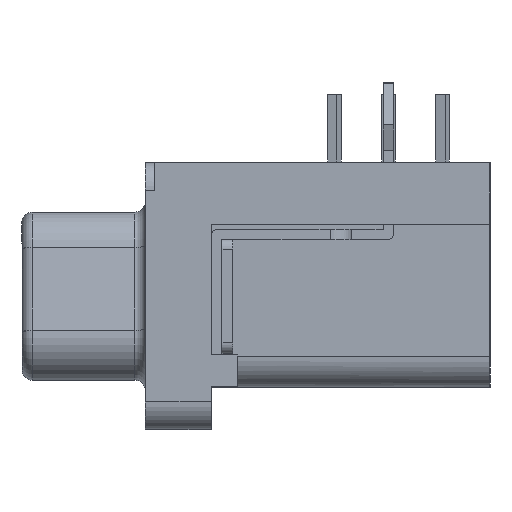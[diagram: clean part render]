
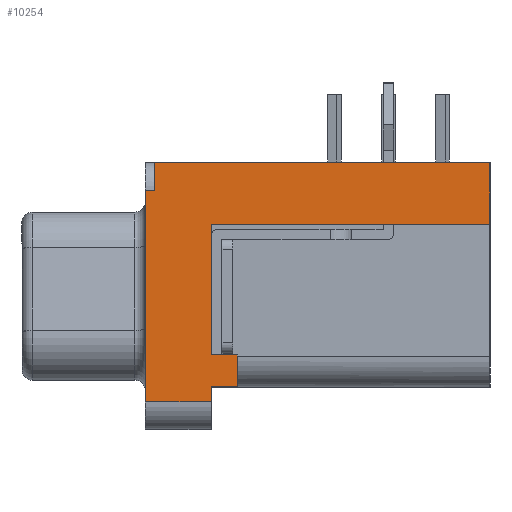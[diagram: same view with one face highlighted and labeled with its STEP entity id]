
A CAD part, left-side view. The second image highlights one B-rep face of the part: STEP entity #10254.
In plain terms, the highlighted planar face has unit normal (-1, 0, 0).
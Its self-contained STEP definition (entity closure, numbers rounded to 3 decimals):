
#5598=PLANE('',#23575);
#6829=LINE('',#33696,#8789);
#6850=LINE('',#33745,#8810);
#6870=LINE('',#33791,#8830);
#6875=LINE('',#33819,#8835);
#6878=LINE('',#33831,#8838);
#6879=LINE('',#33834,#8839);
#6880=LINE('',#33836,#8840);
#6881=LINE('',#33838,#8841);
#6882=LINE('',#33840,#8842);
#6883=LINE('',#33842,#8843);
#6884=LINE('',#33843,#8844);
#6885=LINE('',#33844,#8845);
#6886=LINE('',#33846,#8846);
#8789=VECTOR('',#25555,1.);
#8810=VECTOR('',#25588,1.);
#8830=VECTOR('',#25624,1.);
#8835=VECTOR('',#25649,1.);
#8838=VECTOR('',#25660,1.);
#8839=VECTOR('',#25661,1.);
#8840=VECTOR('',#25662,1.);
#8841=VECTOR('',#25663,1.);
#8842=VECTOR('',#25664,1.);
#8843=VECTOR('',#25665,1.);
#8844=VECTOR('',#25666,1.);
#8845=VECTOR('',#25667,1.);
#8846=VECTOR('',#25668,1.);
#10254=ADVANCED_FACE('',(#11218),#5598,.F.);
#11218=FACE_OUTER_BOUND('',#12231,.T.);
#12231=EDGE_LOOP('',(#13924,#13925,#13926,#13927,#13928,#13929,#13930,#13931,
#13932,#13933,#13934,#13935,#13936));
#13924=ORIENTED_EDGE('',*,*,#20743,.T.);
#13925=ORIENTED_EDGE('',*,*,#20744,.F.);
#13926=ORIENTED_EDGE('',*,*,#20745,.F.);
#13927=ORIENTED_EDGE('',*,*,#20746,.F.);
#13928=ORIENTED_EDGE('',*,*,#20747,.F.);
#13929=ORIENTED_EDGE('',*,*,#20748,.F.);
#13930=ORIENTED_EDGE('',*,*,#20675,.T.);
#13931=ORIENTED_EDGE('',*,*,#20699,.F.);
#13932=ORIENTED_EDGE('',*,*,#20749,.F.);
#13933=ORIENTED_EDGE('',*,*,#20723,.F.);
#13934=ORIENTED_EDGE('',*,*,#20737,.F.);
#13935=ORIENTED_EDGE('',*,*,#20750,.F.);
#13936=ORIENTED_EDGE('',*,*,#20751,.F.);
#18919=VERTEX_POINT('',#33695);
#18920=VERTEX_POINT('',#33697);
#18941=VERTEX_POINT('',#33744);
#18959=VERTEX_POINT('',#33790);
#18960=VERTEX_POINT('',#33792);
#18973=VERTEX_POINT('',#33820);
#18978=VERTEX_POINT('',#33832);
#18979=VERTEX_POINT('',#33833);
#18980=VERTEX_POINT('',#33835);
#18981=VERTEX_POINT('',#33837);
#18982=VERTEX_POINT('',#33839);
#18983=VERTEX_POINT('',#33841);
#18984=VERTEX_POINT('',#33845);
#20675=EDGE_CURVE('',#18920,#18919,#6829,.T.);
#20699=EDGE_CURVE('',#18941,#18919,#6850,.T.);
#20723=EDGE_CURVE('',#18959,#18960,#6870,.T.);
#20737=EDGE_CURVE('',#18973,#18959,#6875,.T.);
#20743=EDGE_CURVE('',#18978,#18979,#6878,.T.);
#20744=EDGE_CURVE('',#18980,#18979,#6879,.T.);
#20745=EDGE_CURVE('',#18981,#18980,#6880,.T.);
#20746=EDGE_CURVE('',#18982,#18981,#6881,.T.);
#20747=EDGE_CURVE('',#18983,#18982,#6882,.T.);
#20748=EDGE_CURVE('',#18920,#18983,#6883,.T.);
#20749=EDGE_CURVE('',#18960,#18941,#6884,.T.);
#20750=EDGE_CURVE('',#18984,#18973,#6885,.T.);
#20751=EDGE_CURVE('',#18978,#18984,#6886,.T.);
#23575=AXIS2_PLACEMENT_3D('',#33847,#25669,#25670);
#25555=DIRECTION('',(0.,0.,1.));
#25588=DIRECTION('',(0.,-1.,0.));
#25624=DIRECTION('',(0.,-1.,0.));
#25649=DIRECTION('',(0.,0.,1.));
#25660=DIRECTION('',(0.,0.,1.));
#25661=DIRECTION('',(0.,1.,0.));
#25662=DIRECTION('',(0.,0.,-1.));
#25663=DIRECTION('',(0.,-1.,0.));
#25664=DIRECTION('',(0.,0.,-1.));
#25665=DIRECTION('',(0.,1.,0.));
#25666=DIRECTION('',(0.,0.,1.));
#25667=DIRECTION('',(0.,1.,0.));
#25668=DIRECTION('',(0.,1.,0.));
#25669=DIRECTION('',(1.,0.,0.));
#25670=DIRECTION('',(0.,0.,-1.));
#33695=CARTESIAN_POINT('',(-34.7,-7.88,6.275));
#33696=CARTESIAN_POINT('',(-34.7,-7.88,3.375));
#33697=CARTESIAN_POINT('',(-34.7,-7.88,3.375));
#33744=CARTESIAN_POINT('',(-34.7,7.88,6.275));
#33745=CARTESIAN_POINT('',(-34.7,7.88,6.275));
#33790=CARTESIAN_POINT('',(-34.7,8.32,4.975));
#33791=CARTESIAN_POINT('',(-34.7,8.32,4.975));
#33792=CARTESIAN_POINT('',(-34.7,7.88,4.975));
#33819=CARTESIAN_POINT('',(-34.7,8.32,-4.975));
#33820=CARTESIAN_POINT('',(-34.7,8.32,-4.975));
#33831=CARTESIAN_POINT('',(-34.7,5.22,-4.975));
#33832=CARTESIAN_POINT('',(-34.7,5.22,-4.975));
#33833=CARTESIAN_POINT('',(-34.7,5.22,-4.265));
#33834=CARTESIAN_POINT('',(-34.7,3.99,-4.265));
#33835=CARTESIAN_POINT('',(-34.7,3.99,-4.265));
#33836=CARTESIAN_POINT('',(-34.7,3.99,-2.765));
#33837=CARTESIAN_POINT('',(-34.7,3.99,-2.765));
#33838=CARTESIAN_POINT('',(-34.7,5.22,-2.765));
#33839=CARTESIAN_POINT('',(-34.7,5.22,-2.765));
#33840=CARTESIAN_POINT('',(-34.7,5.22,3.375));
#33841=CARTESIAN_POINT('',(-34.7,5.22,3.375));
#33842=CARTESIAN_POINT('',(-34.7,-7.88,3.375));
#33843=CARTESIAN_POINT('',(-34.7,7.88,-4.975));
#33844=CARTESIAN_POINT('',(-34.7,7.88,-4.975));
#33845=CARTESIAN_POINT('',(-34.7,7.88,-4.975));
#33846=CARTESIAN_POINT('',(-34.7,5.22,-4.975));
#33847=CARTESIAN_POINT('',(-34.7,8.32,-4.975));
